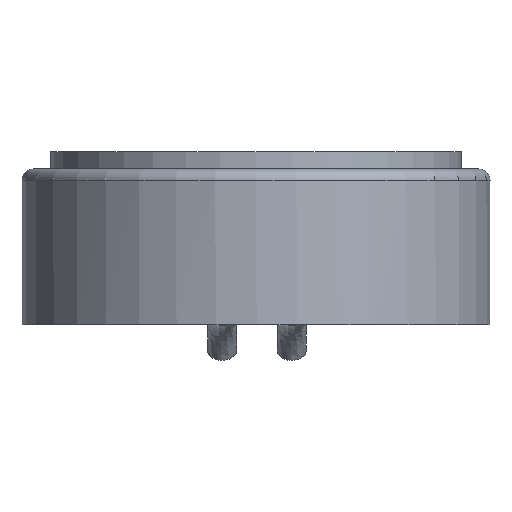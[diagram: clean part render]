
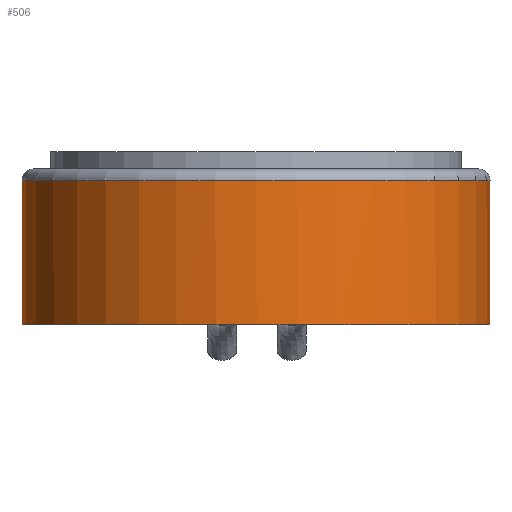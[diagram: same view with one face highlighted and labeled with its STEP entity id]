
A CAD part, front view. The second image highlights one B-rep face of the part: STEP entity #506.
In plain terms, the highlighted cylindrical face has radius 4.041 mm (diameter 8.083 mm), a partial arc.
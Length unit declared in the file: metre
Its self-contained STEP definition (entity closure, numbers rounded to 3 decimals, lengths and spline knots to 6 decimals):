
#24=LINE('',#1091,#52);
#25=LINE('',#1092,#53);
#52=VECTOR('',#696,1.);
#53=VECTOR('',#697,1.);
#153=ORIENTED_EDGE('',*,*,#283,.F.);
#154=ORIENTED_EDGE('',*,*,#284,.F.);
#155=ORIENTED_EDGE('',*,*,#275,.T.);
#156=ORIENTED_EDGE('',*,*,#285,.T.);
#275=EDGE_CURVE('',#344,#343,#379,.T.);
#283=EDGE_CURVE('',#351,#352,#382,.T.);
#284=EDGE_CURVE('',#344,#351,#24,.T.);
#285=EDGE_CURVE('',#343,#352,#25,.T.);
#343=VERTEX_POINT('',#1071);
#344=VERTEX_POINT('',#1073);
#351=VERTEX_POINT('',#1089);
#352=VERTEX_POINT('',#1090);
#379=CIRCLE('',#596,0.004041);
#382=CIRCLE('',#600,0.004041);
#412=EDGE_LOOP('',(#153,#154,#155,#156));
#454=FACE_BOUND('',#412,.T.);
#485=CYLINDRICAL_SURFACE('',#599,0.004041);
#506=ADVANCED_FACE('',(#454),#485,.T.);
#596=AXIS2_PLACEMENT_3D('',#1072,#681,#682);
#599=AXIS2_PLACEMENT_3D('',#1087,#692,#693);
#600=AXIS2_PLACEMENT_3D('',#1088,#694,#695);
#681=DIRECTION('',(0.,0.,1.));
#682=DIRECTION('',(1.,0.,0.));
#692=DIRECTION('',(0.,0.,1.));
#693=DIRECTION('',(0.003,-1.,0.));
#694=DIRECTION('',(0.,0.,1.));
#695=DIRECTION('',(0.341,-0.94,0.));
#696=DIRECTION('',(0.,0.,1.));
#697=DIRECTION('',(0.,0.,1.));
#1071=CARTESIAN_POINT('',(0.016658,-0.00086,0.00001));
#1072=CARTESIAN_POINT('',(0.015292,-0.004663,0.00001));
#1073=CARTESIAN_POINT('',(0.013905,-0.000868,0.00001));
#1087=CARTESIAN_POINT('',(0.015292,-0.004663,0.));
#1088=CARTESIAN_POINT('',(0.015292,-0.004663,0.0025));
#1089=CARTESIAN_POINT('',(0.013905,-0.000868,0.0025));
#1090=CARTESIAN_POINT('',(0.016658,-0.00086,0.0025));
#1091=CARTESIAN_POINT('',(0.013905,-0.000868,0.));
#1092=CARTESIAN_POINT('',(0.016658,-0.00086,0.));
